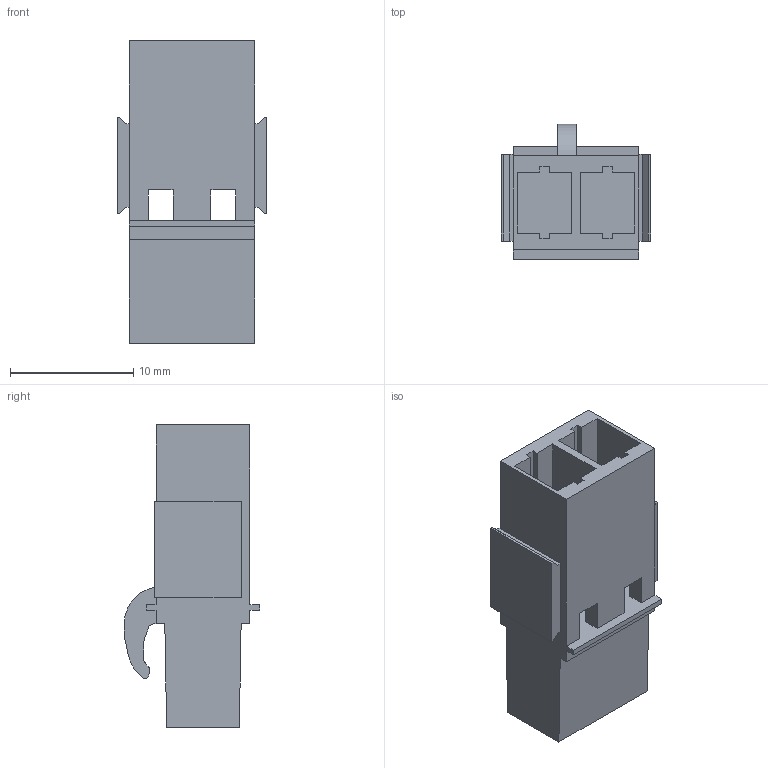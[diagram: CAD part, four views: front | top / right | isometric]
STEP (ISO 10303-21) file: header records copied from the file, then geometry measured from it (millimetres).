
FILE_DESCRIPTION(('CATIA V5 STEP Exchange','CAx-IF Rec.Pracs.--- Model Styling and Organization---1.4--- 2014-01-23'),'2;1');
FILE_NAME ('D1489854_0_1712110000_1712110000.stp','2021-06-16T09:19:10+00:00',('none'),('Weidmueller'),'CATIA Version 5-6 Release 2016 SP3 HF44','CATIA V5 STEP AP214','none');
FILE_SCHEMA(('AUTOMOTIVE_DESIGN { 1 0 10303 214 1 1 1 1 }'));
Length unit declared in the file: millimetre
Products named in the file (1): 1712110000
Bounding box: 12.16 x 11 x 24.55 mm (x, y, z)
Volume: 1160.5 mm3; surface area: 1794.2 mm2
Topology: 1 solids, 1 shells, 104 faces, 309 edges, 203 vertices
Faces by surface type: plane 87, cylinder 13, cone 4
Entity records: 3484 total; most frequent: CARTESIAN_POINT 675, ORIENTED_EDGE 618, DIRECTION 452, EDGE_CURVE 309, VECTOR 279, LINE 279, VERTEX_POINT 203, EDGE_LOOP 108
